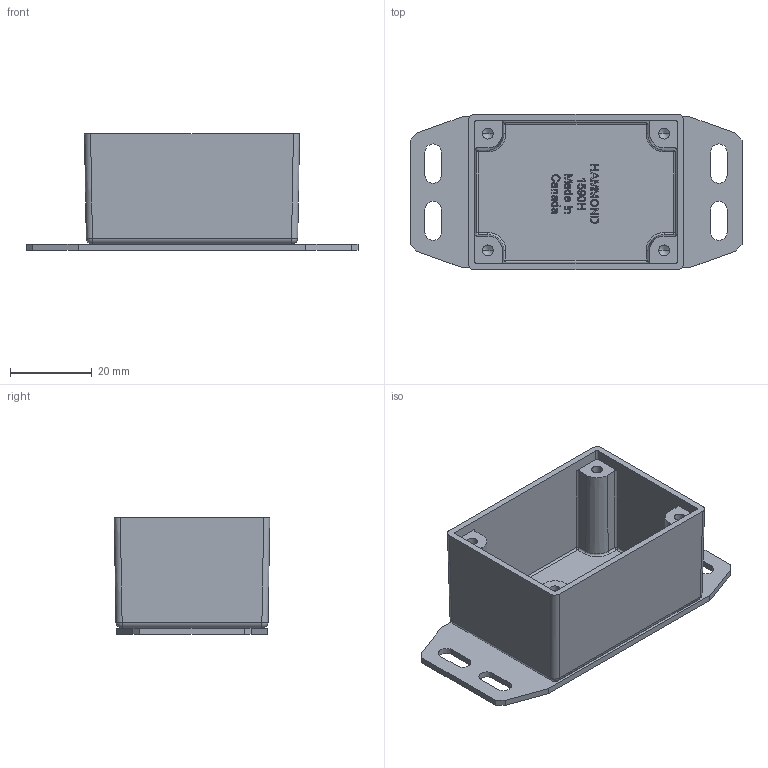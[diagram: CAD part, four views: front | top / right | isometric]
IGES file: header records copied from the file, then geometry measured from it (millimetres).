
Global section: file name: No Iges File Name specified; native system: Autodesk Inventor 2009; preprocessor: AutoDesk Inventor Iges Exporter R2009; author: trinas; date: 20090304.085330; units: millimetre
Bounding box: 81.03 x 38 x 28.5 mm (x, y, z)
Volume: 17162.2 mm3; surface area: 15466 mm2
Topology: 1 solids, 1 shells, 493 faces, 1316 edges, 848 vertices
Faces by surface type: plane 239, bspline 206, revolution 32, cylinder 8, cone 4, sphere 4
